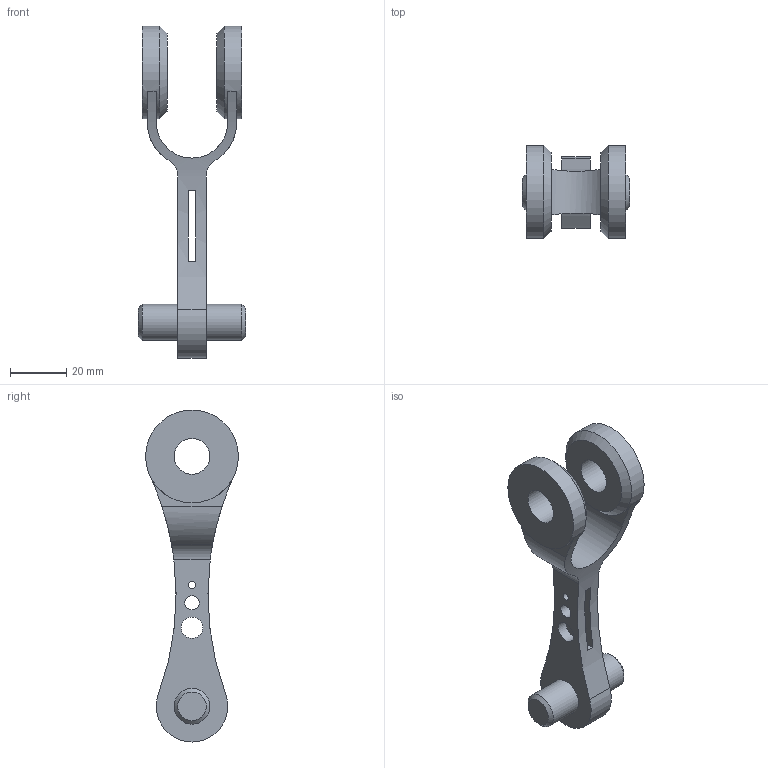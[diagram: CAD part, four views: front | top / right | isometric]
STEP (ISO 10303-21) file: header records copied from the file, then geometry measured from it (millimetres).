
FILE_DESCRIPTION( ( '' ), ' ' );
FILE_NAME( '581785625aa2f4106138e1d7.step', '2016-10-31T17:54:42', ( '' ), ( '' ), ' ', ' ', ' ' );
FILE_SCHEMA( ( 'AUTOMOTIVE_DESIGN { 1 0 10303 214 1 1 1 1 }' ) );
Length unit declared in the file: metre
Products named in the file (1): upper_arm
Bounding box: 38.1 x 33.02 x 118.11 mm (x, y, z)
Volume: 28560 mm3; surface area: 12413.9 mm2
Topology: 1 solids, 1 shells, 40 faces, 100 edges, 66 vertices
Faces by surface type: cylinder 20, plane 16, cone 4
Full cylindrical faces by diameter (mm): 2.54 x2, 5.08 x2, 7.62 x2, 12.7 x4, 33.02 x2
Entity records: 1686 total; most frequent: CARTESIAN_POINT 401, DIRECTION 204, ORIENTED_EDGE 164, AXIS2_PLACEMENT_3D 91, EDGE_CURVE 82, EDGE_LOOP 78, VERTEX_POINT 64, FACE_OUTER_BOUND 52
